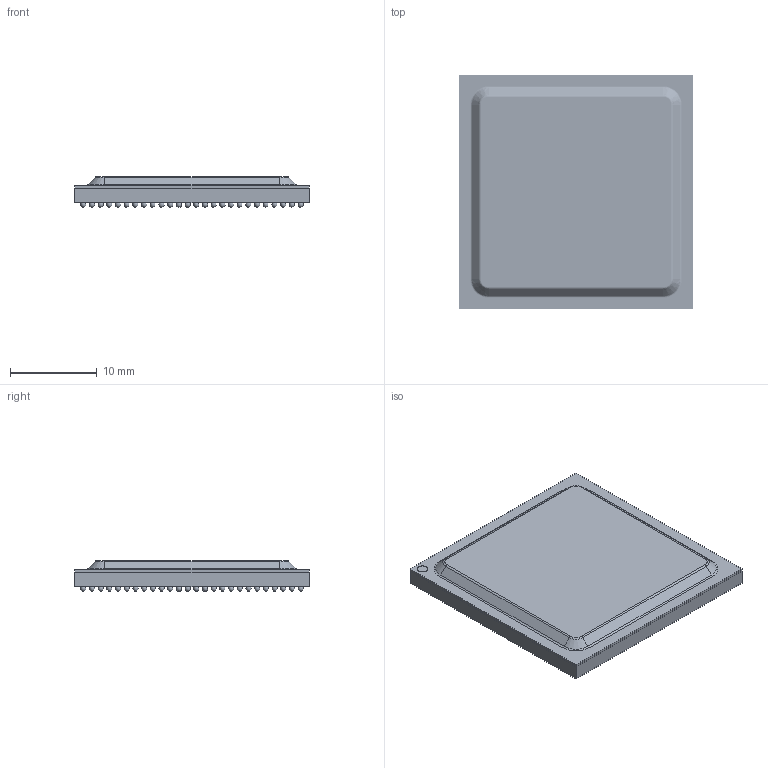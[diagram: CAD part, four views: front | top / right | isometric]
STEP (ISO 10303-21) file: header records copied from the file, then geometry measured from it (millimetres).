
FILE_DESCRIPTION(/* description */ (''),/* implementation_level */ '2;1');
FILE_NAME(/* name */ 'AMD FCBGA-676 FFVB676.step',/* time_stamp */ '2026-01-05T16:45:19Z',/* author */ (''),/* organization */ (''),/* preprocessor_version */ 'ST-DEVELOPER v20.1',/* originating_system */ 'Autodesk Translation Framework v14.21.0.0',/* authorisation */ '');
FILE_SCHEMA (('AUTOMOTIVE_DESIGN { 1 0 10303 214 3 1 1 }'));
Length unit declared in the file: millimetre
Products named in the file (1): AMD FCBGA-676 FFVB676
Bounding box: 27 x 27 x 3.52 mm (x, y, z)
Volume: 2062.7 mm3; surface area: 2283.2 mm2
Topology: 1 solids, 1 shells, 713 faces, 2107 edges, 1398 vertices
Faces by surface type: sphere 676, plane 16, cylinder 9, torus 8, cone 4
Full cylindrical faces by diameter (mm): 1.2 x1
Entity records: 21334 total; most frequent: DIRECTION 4245, CARTESIAN_POINT 3543, ORIENTED_EDGE 2862, AXIS2_PLACEMENT_3D 2100, EDGE_CURVE 1431, VERTEX_POINT 1398, EDGE_LOOP 1391, CIRCLE 1386
